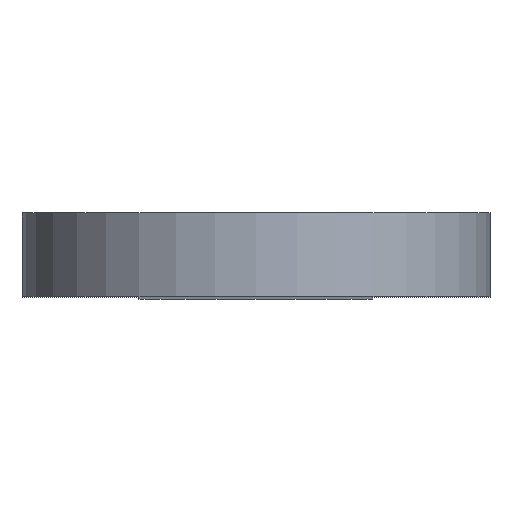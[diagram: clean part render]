
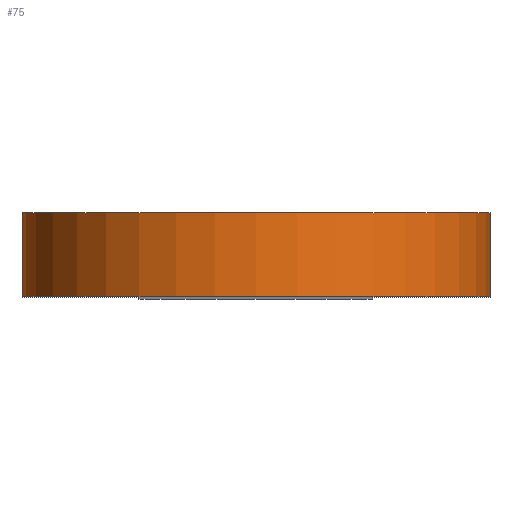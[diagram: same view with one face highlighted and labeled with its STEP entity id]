
A CAD part, top view. The second image highlights one B-rep face of the part: STEP entity #75.
In plain terms, the highlighted cylindrical face has radius 1.4 mm (diameter 2.8 mm), a partial arc.
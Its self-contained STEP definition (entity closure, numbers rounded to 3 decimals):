
#28=VECTOR('',#29,1.);
#29=DIRECTION('',(0.,1.,0.));
#37=DIRECTION('',(-1.,0.,0.));
#57=VERTEX_POINT('',#58);
#58=CARTESIAN_POINT('',(-1.4,0.25,3.1));
#64=EDGE_CURVE('',#65,#57,#67,.T.);
#65=VERTEX_POINT('',#66);
#66=CARTESIAN_POINT('',(-1.4,-0.25,3.1));
#67=LINE('',#66,#28);
#75=ADVANCED_FACE('',(#76),#97,.T.);
#76=FACE_BOUND('',#77,.F.);
#77=EDGE_LOOP('',(#78,#79,#87,#92));
#78=ORIENTED_EDGE('',*,*,#64,.T.);
#79=ORIENTED_EDGE('',*,*,#80,.T.);
#80=EDGE_CURVE('',#57,#81,#83,.T.);
#81=VERTEX_POINT('',#82);
#82=CARTESIAN_POINT('',(1.4,0.25,3.1));
#83=CIRCLE('',#84,1.4);
#84=AXIS2_PLACEMENT_3D('',#85,#86,#37);
#85=CARTESIAN_POINT('',(0.,0.25,3.1));
#86=DIRECTION('',(0.,1.,0.));
#87=ORIENTED_EDGE('',*,*,#88,.F.);
#88=EDGE_CURVE('',#89,#81,#91,.T.);
#89=VERTEX_POINT('',#90);
#90=CARTESIAN_POINT('',(1.4,-0.25,3.1));
#91=LINE('',#90,#28);
#92=ORIENTED_EDGE('',*,*,#93,.F.);
#93=EDGE_CURVE('',#65,#89,#94,.T.);
#94=CIRCLE('',#95,1.4);
#95=AXIS2_PLACEMENT_3D('',#96,#86,#37);
#96=CARTESIAN_POINT('',(0.,-0.25,3.1));
#97=CYLINDRICAL_SURFACE('',#98,1.4);
#98=AXIS2_PLACEMENT_3D('',#96,#99,#37);
#99=DIRECTION('',(0.,-1.,0.));
